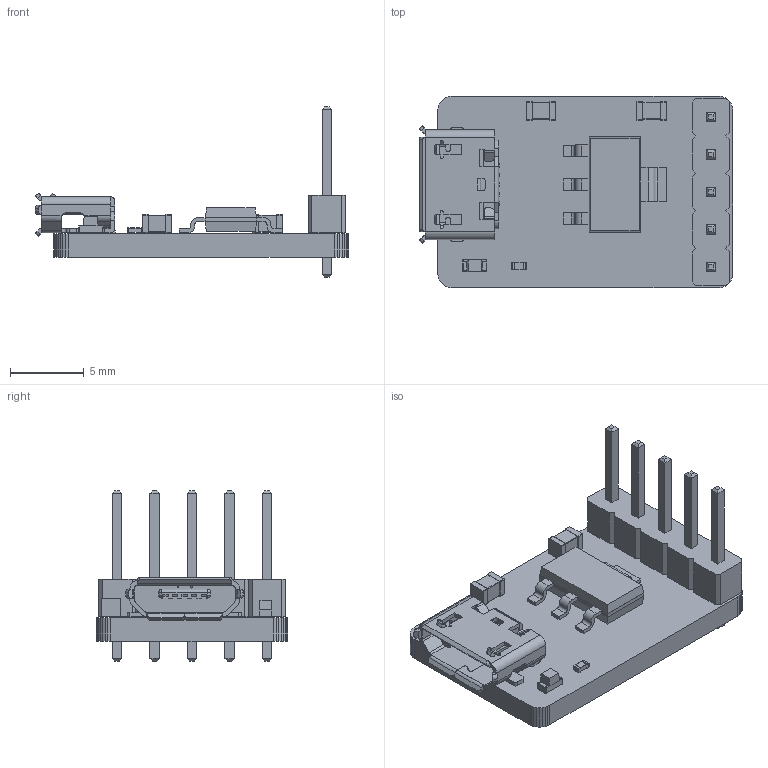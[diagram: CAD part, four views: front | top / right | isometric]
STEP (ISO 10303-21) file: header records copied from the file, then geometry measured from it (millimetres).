
FILE_DESCRIPTION(('KiCad electronic assembly'),'2;1');
FILE_NAME('USBU-LDO.step','2024-02-01T23:19:27',('Pcbnew'),('Kicad'), 'Open CASCADE STEP processor 7.7','KiCad to STEP converter','Unknown' );
FILE_SCHEMA(('AUTOMOTIVE_DESIGN { 1 0 10303 214 1 1 1 1 }'));
Length unit declared in the file: millimetre
Products named in the file (14): USBU-LDO 1; C_0805_2012Metric; R_0402_1005Metric; PinHeader_1x05_P2.54mm_Vertical; PinHeader_1x05_P254mm_Vertical; LED_0603_1608Metric; SOT-223; SOT_223; USB_Micro-B_Molex_47346-0001; _autosave-USBU-LDO PCB
Assembly tree (14 placements, depth 3):
  USBU-LDO 1
    C_0805_2012Metric  x2
      C_0805_2012Metric
    R_0402_1005Metric
      R_0402_1005Metric
    PinHeader_1x05_P2.54mm_Vertical
      PinHeader_1x05_P254mm_Vertical
    LED_0603_1608Metric
      LED_0603_1608Metric
    SOT-223
      SOT_223
    USB_Micro-B_Molex_47346-0001
      USB_Micro-B_Molex_47346-0001
    _autosave-USBU-LDO PCB
Bounding box: 21.27 x 13 x 11.54 mm (x, y, z)
Volume: 595.4 mm3; surface area: 1275.3 mm2
Topology: 8 solids, 8 shells, 861 faces, 2412 edges, 1562 vertices
Faces by surface type: plane 655, cylinder 186, bspline 16, sphere 4
Full cylindrical faces by diameter (mm): 1 x5
Entity records: 64553 total; most frequent: CARTESIAN_POINT 12404, DIRECTION 8595, LINE 5931, VECTOR 5931, ORIENTED_EDGE 4672, PCURVE 4672, DEFINITIONAL_REPRESENTATION 4672, EDGE_CURVE 2336
